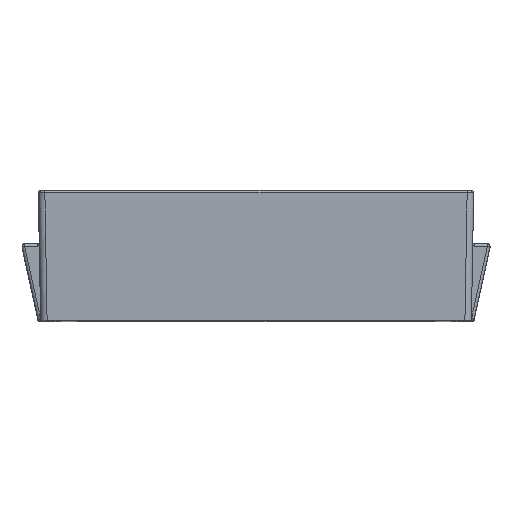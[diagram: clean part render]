
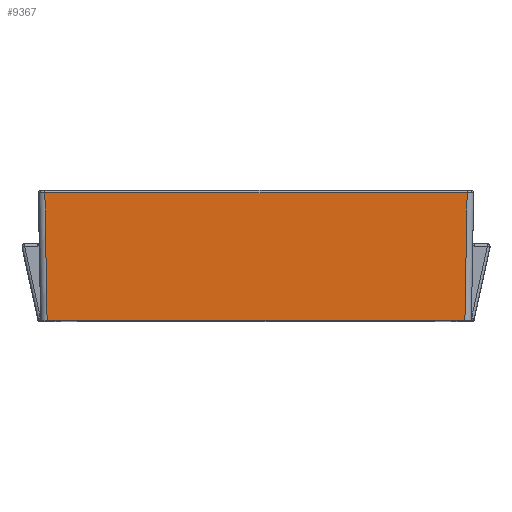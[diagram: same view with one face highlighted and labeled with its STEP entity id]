
A CAD part, top view. The second image highlights one B-rep face of the part: STEP entity #9367.
In plain terms, the highlighted planar face has unit normal (0, -0.018, 1).
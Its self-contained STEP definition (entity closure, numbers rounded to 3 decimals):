
#158 = EDGE_LOOP ( 'NONE', ( #3913, #1241, #1956, #8084 ) ) ;
#370 = DIRECTION ( 'NONE',  ( 0., -1., -0.017 ) ) ;
#554 = AXIS2_PLACEMENT_3D ( 'NONE', #6104, #7279, #370 ) ;
#1241 = ORIENTED_EDGE ( 'NONE', *, *, #9713, .T. ) ;
#1825 = LINE ( 'NONE', #14819, #4504 ) ;
#1836 = CARTESIAN_POINT ( 'NONE',  ( 16.2, 0.009, 25. ) ) ;
#1956 = ORIENTED_EDGE ( 'NONE', *, *, #8193, .T. ) ;
#2033 = CARTESIAN_POINT ( 'NONE',  ( 16.197, -0.203, 24.996 ) ) ;
#2383 = VERTEX_POINT ( 'NONE', #4012 ) ;
#2637 = CARTESIAN_POINT ( 'NONE',  ( -16.197, -0.203, 24.996 ) ) ;
#3913 = ORIENTED_EDGE ( 'NONE', *, *, #11268, .T. ) ;
#4012 = CARTESIAN_POINT ( 'NONE',  ( -16.026, -10., 24.825 ) ) ;
#4334 = LINE ( 'NONE', #4798, #6705 ) ;
#4466 = DIRECTION ( 'NONE',  ( -1., 0., 0. ) ) ;
#4504 = VECTOR ( 'NONE', #4466, 1000. ) ;
#4798 = CARTESIAN_POINT ( 'NONE',  ( -16.19, -0.574, 24.99 ) ) ;
#5186 = VECTOR ( 'NONE', #12848, 1000. ) ;
#5662 = VERTEX_POINT ( 'NONE', #2637 ) ;
#5895 = VERTEX_POINT ( 'NONE', #2033 ) ;
#6104 = CARTESIAN_POINT ( 'NONE',  ( 16.7, 0., 25. ) ) ;
#6212 = DIRECTION ( 'NONE',  ( 0.017, 1., 0.017 ) ) ;
#6705 = VECTOR ( 'NONE', #8198, 1000. ) ;
#6911 = CARTESIAN_POINT ( 'NONE',  ( 16.026, -10., 24.825 ) ) ;
#7279 = DIRECTION ( 'NONE',  ( 0., -0.017, 1. ) ) ;
#7572 = VERTEX_POINT ( 'NONE', #6911 ) ;
#7730 = VECTOR ( 'NONE', #6212, 1000. ) ;
#8084 = ORIENTED_EDGE ( 'NONE', *, *, #12128, .T. ) ;
#8193 = EDGE_CURVE ( 'NONE', #5662, #2383, #4334, .T. ) ;
#8198 = DIRECTION ( 'NONE',  ( 0.017, -1., -0.017 ) ) ;
#8247 = CARTESIAN_POINT ( 'NONE',  ( 0., -10., 24.825 ) ) ;
#9367 = ADVANCED_FACE ( 'NONE', ( #12583 ), #12974, .T. ) ;
#9713 = EDGE_CURVE ( 'NONE', #5895, #5662, #1825, .T. ) ;
#10413 = LINE ( 'NONE', #1836, #7730 ) ;
#11268 = EDGE_CURVE ( 'NONE', #7572, #5895, #10413, .T. ) ;
#12128 = EDGE_CURVE ( 'NONE', #2383, #7572, #14353, .T. ) ;
#12583 = FACE_OUTER_BOUND ( 'NONE', #158, .T. ) ;
#12848 = DIRECTION ( 'NONE',  ( 1., 0., 0. ) ) ;
#12974 = PLANE ( 'NONE',  #554 ) ;
#14353 = LINE ( 'NONE', #8247, #5186 ) ;
#14819 = CARTESIAN_POINT ( 'NONE',  ( 16.7, -0.203, 24.996 ) ) ;
